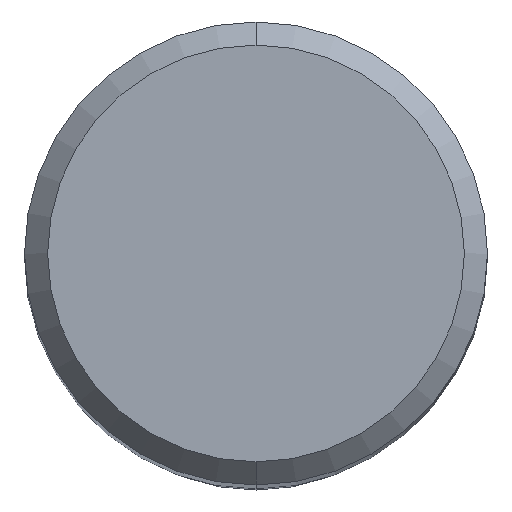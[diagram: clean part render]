
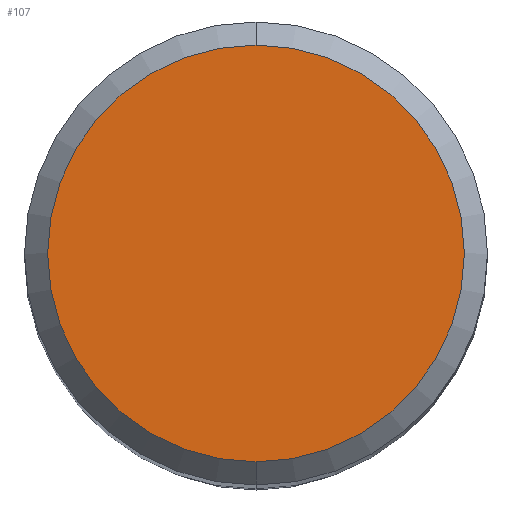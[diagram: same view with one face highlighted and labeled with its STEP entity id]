
A CAD part, top view. The second image highlights one B-rep face of the part: STEP entity #107.
In plain terms, the highlighted planar face has unit normal (0, 0, 1).
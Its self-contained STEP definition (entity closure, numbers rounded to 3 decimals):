
#107=ADVANCED_FACE('',(#260),#261,.T.);
#149=EDGE_CURVE('',#197,#225,#306,.T.);
#161=EDGE_CURVE('',#225,#197,#319,.T.);
#197=VERTEX_POINT('',#358);
#225=VERTEX_POINT('',#393);
#260=FACE_OUTER_BOUND('',#422,.T.);
#261=PLANE('',#423);
#306=CIRCLE('',#487,4.5);
#319=CIRCLE('',#506,4.5);
#358=CARTESIAN_POINT('',(0.,-4.5,0.0));
#393=CARTESIAN_POINT('',(0.0,4.5,0.0));
#422=EDGE_LOOP('',(#619,#620));
#423=AXIS2_PLACEMENT_3D('',#621,#622,#623);
#487=AXIS2_PLACEMENT_3D('',#662,#663,#664);
#506=AXIS2_PLACEMENT_3D('',#682,#683,#684);
#619=ORIENTED_EDGE('',*,*,#161,.F.);
#620=ORIENTED_EDGE('',*,*,#149,.F.);
#621=CARTESIAN_POINT('',(0.0,2.25,0.0));
#622=DIRECTION('',(-0.0,0.0,1.0));
#623=DIRECTION('',(0.0,-1.0,0.0));
#662=CARTESIAN_POINT('',(0.0,0.0,0.0));
#663=DIRECTION('',(0.0,0.0,-1.0));
#664=DIRECTION('',(0.0,1.0,0.0));
#682=CARTESIAN_POINT('',(0.0,0.0,0.0));
#683=DIRECTION('',(0.0,0.0,-1.0));
#684=DIRECTION('',(0.0,1.0,0.0));
